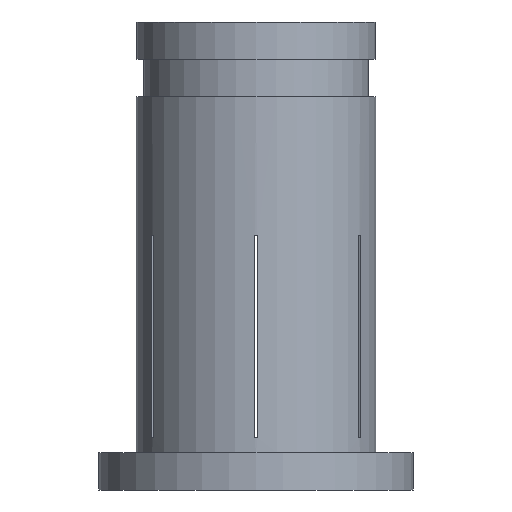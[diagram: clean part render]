
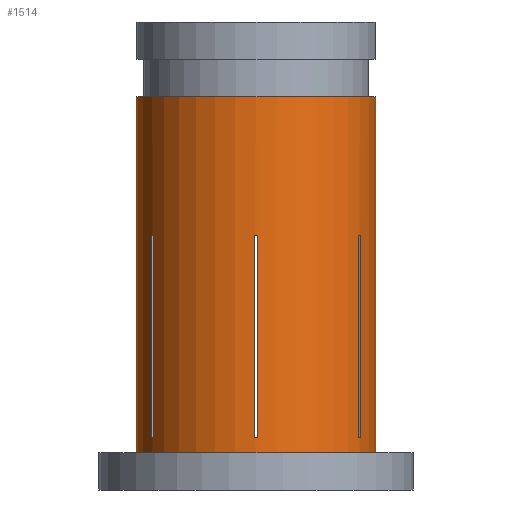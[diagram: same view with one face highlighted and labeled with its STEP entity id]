
A CAD part, front view. The second image highlights one B-rep face of the part: STEP entity #1514.
In plain terms, the highlighted cylindrical face has radius 16 mm (diameter 32 mm), a partial arc.
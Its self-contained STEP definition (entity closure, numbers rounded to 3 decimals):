
#9 = ORIENTED_EDGE ( 'NONE', *, *, #1197, .T. ) ;
#34 = DIRECTION ( 'NONE',  ( 0., 0., 1. ) ) ;
#46 = DIRECTION ( 'NONE',  ( 0., 0., -1. ) ) ;
#54 = EDGE_LOOP ( 'NONE', ( #642, #137, #9, #1968 ) ) ;
#57 = EDGE_CURVE ( 'NONE', #81, #334, #1736, .T. ) ;
#70 = DIRECTION ( 'NONE',  ( 0., 0., 1. ) ) ;
#81 = VERTEX_POINT ( 'NONE', #367 ) ;
#83 = VECTOR ( 'NONE', #1276, 1000. ) ;
#87 = FACE_OUTER_BOUND ( 'NONE', #1190, .T. ) ;
#93 = CARTESIAN_POINT ( 'NONE',  ( 0.2, -15.999, -28.5 ) ) ;
#115 = CIRCLE ( 'NONE', #1773, 16. ) ;
#137 = ORIENTED_EDGE ( 'NONE', *, *, #1560, .T. ) ;
#154 = CIRCLE ( 'NONE', #1678, 16. ) ;
#185 = VERTEX_POINT ( 'NONE', #93 ) ;
#186 = ORIENTED_EDGE ( 'NONE', *, *, #2019, .T. ) ;
#188 = DIRECTION ( 'NONE',  ( 0., 0., 1. ) ) ;
#192 = VECTOR ( 'NONE', #1163, 1000. ) ;
#193 = ORIENTED_EDGE ( 'NONE', *, *, #1247, .T. ) ;
#204 = DIRECTION ( 'NONE',  ( 1., 0., 0. ) ) ;
#214 = VECTOR ( 'NONE', #871, 1000. ) ;
#230 = AXIS2_PLACEMENT_3D ( 'NONE', #1135, #34, #1586 ) ;
#262 = DIRECTION ( 'NONE',  ( 1., 0., 0. ) ) ;
#303 = CARTESIAN_POINT ( 'NONE',  ( -13.755, -8.173, -28.5 ) ) ;
#319 = DIRECTION ( 'NONE',  ( 0., 0., 1. ) ) ;
#334 = VERTEX_POINT ( 'NONE', #2057 ) ;
#339 = EDGE_CURVE ( 'NONE', #1953, #1584, #519, .T. ) ;
#367 = CARTESIAN_POINT ( 'NONE',  ( -16., 0., -57.5 ) ) ;
#368 = DIRECTION ( 'NONE',  ( 0., 0., 1. ) ) ;
#386 = DIRECTION ( 'NONE',  ( 1., 0., 0. ) ) ;
#387 = FACE_BOUND ( 'NONE', #1772, .T. ) ;
#391 = DIRECTION ( 'NONE',  ( 0., 0., 1. ) ) ;
#408 = ORIENTED_EDGE ( 'NONE', *, *, #938, .T. ) ;
#413 = CARTESIAN_POINT ( 'NONE',  ( 0.2, -15.999, 0. ) ) ;
#414 = CIRCLE ( 'NONE', #2024, 16. ) ;
#472 = EDGE_CURVE ( 'NONE', #1290, #950, #154, .T. ) ;
#480 = DIRECTION ( 'NONE',  ( 0., 0., -1. ) ) ;
#490 = VERTEX_POINT ( 'NONE', #303 ) ;
#519 = LINE ( 'NONE', #1267, #623 ) ;
#533 = CIRCLE ( 'NONE', #1993, 16. ) ;
#535 = VECTOR ( 'NONE', #46, 1000. ) ;
#553 = DIRECTION ( 'NONE',  ( 0., 0., -1. ) ) ;
#554 = VERTEX_POINT ( 'NONE', #2040 ) ;
#563 = CIRCLE ( 'NONE', #1065, 16. ) ;
#623 = VECTOR ( 'NONE', #319, 1000. ) ;
#642 = ORIENTED_EDGE ( 'NONE', *, *, #1142, .F. ) ;
#648 = CARTESIAN_POINT ( 'NONE',  ( 0., 0., -55.5 ) ) ;
#671 = CARTESIAN_POINT ( 'NONE',  ( 13.755, -8.173, -28.5 ) ) ;
#706 = CARTESIAN_POINT ( 'NONE',  ( 0., 0., -55.5 ) ) ;
#714 = DIRECTION ( 'NONE',  ( -1., 0., 0. ) ) ;
#767 = DIRECTION ( 'NONE',  ( 0., 0., -1. ) ) ;
#775 = ORIENTED_EDGE ( 'NONE', *, *, #57, .F. ) ;
#834 = DIRECTION ( 'NONE',  ( 1., 0., 0. ) ) ;
#854 = AXIS2_PLACEMENT_3D ( 'NONE', #648, #480, #1576 ) ;
#855 = ORIENTED_EDGE ( 'NONE', *, *, #1904, .T. ) ;
#857 = CIRCLE ( 'NONE', #854, 16. ) ;
#860 = CARTESIAN_POINT ( 'NONE',  ( 13.955, -7.826, -55.5 ) ) ;
#871 = DIRECTION ( 'NONE',  ( 0., 0., -1. ) ) ;
#873 = CARTESIAN_POINT ( 'NONE',  ( -13.755, -8.173, 0. ) ) ;
#890 = CARTESIAN_POINT ( 'NONE',  ( 0., 0., -28.5 ) ) ;
#938 = EDGE_CURVE ( 'NONE', #1764, #1290, #1059, .T. ) ;
#950 = VERTEX_POINT ( 'NONE', #1754 ) ;
#955 = CARTESIAN_POINT ( 'NONE',  ( 13.755, -8.173, 0. ) ) ;
#967 = EDGE_CURVE ( 'NONE', #1563, #950, #1308, .T. ) ;
#981 = ORIENTED_EDGE ( 'NONE', *, *, #967, .F. ) ;
#989 = VECTOR ( 'NONE', #1291, 1000. ) ;
#990 = CARTESIAN_POINT ( 'NONE',  ( -13.955, -7.826, 0. ) ) ;
#1010 = CARTESIAN_POINT ( 'NONE',  ( 16., 0., -10. ) ) ;
#1033 = DIRECTION ( 'NONE',  ( 1., 0., 0. ) ) ;
#1039 = CARTESIAN_POINT ( 'NONE',  ( 0.2, -15.999, -55.5 ) ) ;
#1059 = LINE ( 'NONE', #1936, #989 ) ;
#1065 = AXIS2_PLACEMENT_3D ( 'NONE', #1990, #70, #1033 ) ;
#1117 = CARTESIAN_POINT ( 'NONE',  ( 13.955, -7.826, -28.5 ) ) ;
#1130 = LINE ( 'NONE', #413, #83 ) ;
#1135 = CARTESIAN_POINT ( 'NONE',  ( 0., 0., -28.5 ) ) ;
#1138 = VECTOR ( 'NONE', #1632, 1000. ) ;
#1142 = EDGE_CURVE ( 'NONE', #1986, #554, #1916, .T. ) ;
#1162 = CARTESIAN_POINT ( 'NONE',  ( -13.955, -7.826, -28.5 ) ) ;
#1163 = DIRECTION ( 'NONE',  ( 0., 0., -1. ) ) ;
#1166 = EDGE_CURVE ( 'NONE', #334, #1584, #115, .T. ) ;
#1185 = CARTESIAN_POINT ( 'NONE',  ( -13.755, -8.173, -55.5 ) ) ;
#1190 = EDGE_LOOP ( 'NONE', ( #775, #193, #1994, #1910 ) ) ;
#1197 = EDGE_CURVE ( 'NONE', #490, #1484, #1982, .T. ) ;
#1247 = EDGE_CURVE ( 'NONE', #81, #1953, #563, .T. ) ;
#1267 = CARTESIAN_POINT ( 'NONE',  ( 16., 0., 0. ) ) ;
#1276 = DIRECTION ( 'NONE',  ( 0., 0., -1. ) ) ;
#1281 = FACE_BOUND ( 'NONE', #54, .T. ) ;
#1282 = CARTESIAN_POINT ( 'NONE',  ( -16., 0., 0. ) ) ;
#1284 = CARTESIAN_POINT ( 'NONE',  ( -0.2, -15.999, -28.5 ) ) ;
#1290 = VERTEX_POINT ( 'NONE', #860 ) ;
#1291 = DIRECTION ( 'NONE',  ( 0., 0., -1. ) ) ;
#1308 = LINE ( 'NONE', #955, #2011 ) ;
#1313 = CARTESIAN_POINT ( 'NONE',  ( 0., 0., -28.5 ) ) ;
#1314 = EDGE_LOOP ( 'NONE', ( #1581, #186, #1537, #1676 ) ) ;
#1319 = VERTEX_POINT ( 'NONE', #1039 ) ;
#1348 = CARTESIAN_POINT ( 'NONE',  ( 0., 0., 0. ) ) ;
#1364 = AXIS2_PLACEMENT_3D ( 'NONE', #890, #391, #386 ) ;
#1425 = DIRECTION ( 'NONE',  ( 0., 0., -1. ) ) ;
#1484 = VERTEX_POINT ( 'NONE', #1185 ) ;
#1486 = LINE ( 'NONE', #1817, #214 ) ;
#1506 = DIRECTION ( 'NONE',  ( 0., 0., 1. ) ) ;
#1514 = ADVANCED_FACE ( 'NONE', ( #87, #387, #1281, #2068 ), #1641, .T. ) ;
#1537 = ORIENTED_EDGE ( 'NONE', *, *, #1728, .T. ) ;
#1560 = EDGE_CURVE ( 'NONE', #1986, #490, #533, .T. ) ;
#1563 = VERTEX_POINT ( 'NONE', #671 ) ;
#1576 = DIRECTION ( 'NONE',  ( -1., 0., 0. ) ) ;
#1581 = ORIENTED_EDGE ( 'NONE', *, *, #1664, .F. ) ;
#1584 = VERTEX_POINT ( 'NONE', #1010 ) ;
#1586 = DIRECTION ( 'NONE',  ( 1., 0., 0. ) ) ;
#1632 = DIRECTION ( 'NONE',  ( 0., 0., 1. ) ) ;
#1641 = CYLINDRICAL_SURFACE ( 'NONE', #2072, 16. ) ;
#1664 = EDGE_CURVE ( 'NONE', #1918, #1836, #1486, .T. ) ;
#1676 = ORIENTED_EDGE ( 'NONE', *, *, #1709, .T. ) ;
#1678 = AXIS2_PLACEMENT_3D ( 'NONE', #1878, #767, #1896 ) ;
#1709 = EDGE_CURVE ( 'NONE', #1319, #1836, #857, .T. ) ;
#1728 = EDGE_CURVE ( 'NONE', #185, #1319, #1130, .T. ) ;
#1736 = LINE ( 'NONE', #1282, #1138 ) ;
#1747 = CIRCLE ( 'NONE', #230, 16. ) ;
#1754 = CARTESIAN_POINT ( 'NONE',  ( 13.755, -8.173, -55.5 ) ) ;
#1764 = VERTEX_POINT ( 'NONE', #1117 ) ;
#1772 = EDGE_LOOP ( 'NONE', ( #855, #408, #1809, #981 ) ) ;
#1773 = AXIS2_PLACEMENT_3D ( 'NONE', #1804, #188, #204 ) ;
#1804 = CARTESIAN_POINT ( 'NONE',  ( 0., 0., -10. ) ) ;
#1809 = ORIENTED_EDGE ( 'NONE', *, *, #472, .T. ) ;
#1817 = CARTESIAN_POINT ( 'NONE',  ( -0.2, -15.999, 0. ) ) ;
#1836 = VERTEX_POINT ( 'NONE', #2036 ) ;
#1878 = CARTESIAN_POINT ( 'NONE',  ( 0., 0., -55.5 ) ) ;
#1896 = DIRECTION ( 'NONE',  ( -1., 0., 0. ) ) ;
#1904 = EDGE_CURVE ( 'NONE', #1563, #1764, #1747, .T. ) ;
#1910 = ORIENTED_EDGE ( 'NONE', *, *, #1166, .F. ) ;
#1916 = LINE ( 'NONE', #990, #535 ) ;
#1918 = VERTEX_POINT ( 'NONE', #1284 ) ;
#1929 = CARTESIAN_POINT ( 'NONE',  ( 16., 0., -57.5 ) ) ;
#1936 = CARTESIAN_POINT ( 'NONE',  ( 13.955, -7.826, 0. ) ) ;
#1953 = VERTEX_POINT ( 'NONE', #1929 ) ;
#1955 = EDGE_CURVE ( 'NONE', #1484, #554, #414, .T. ) ;
#1968 = ORIENTED_EDGE ( 'NONE', *, *, #1955, .T. ) ;
#1982 = LINE ( 'NONE', #873, #192 ) ;
#1984 = CIRCLE ( 'NONE', #1364, 16. ) ;
#1986 = VERTEX_POINT ( 'NONE', #1162 ) ;
#1990 = CARTESIAN_POINT ( 'NONE',  ( 0., 0., -57.5 ) ) ;
#1993 = AXIS2_PLACEMENT_3D ( 'NONE', #1313, #368, #834 ) ;
#1994 = ORIENTED_EDGE ( 'NONE', *, *, #339, .T. ) ;
#2011 = VECTOR ( 'NONE', #1425, 1000. ) ;
#2019 = EDGE_CURVE ( 'NONE', #1918, #185, #1984, .T. ) ;
#2024 = AXIS2_PLACEMENT_3D ( 'NONE', #706, #553, #714 ) ;
#2036 = CARTESIAN_POINT ( 'NONE',  ( -0.2, -15.999, -55.5 ) ) ;
#2040 = CARTESIAN_POINT ( 'NONE',  ( -13.955, -7.826, -55.5 ) ) ;
#2057 = CARTESIAN_POINT ( 'NONE',  ( -16., 0., -10. ) ) ;
#2068 = FACE_BOUND ( 'NONE', #1314, .T. ) ;
#2072 = AXIS2_PLACEMENT_3D ( 'NONE', #1348, #1506, #262 ) ;
